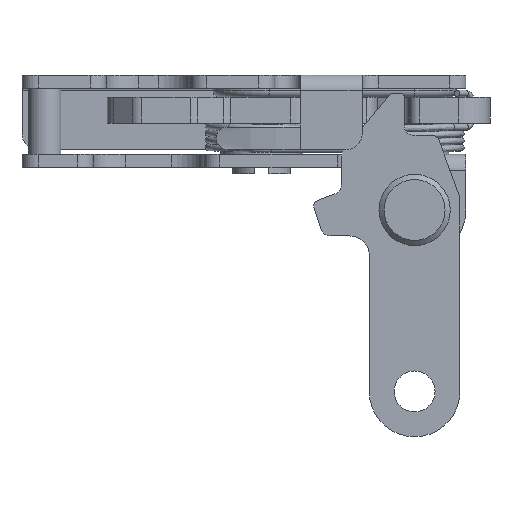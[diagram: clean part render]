
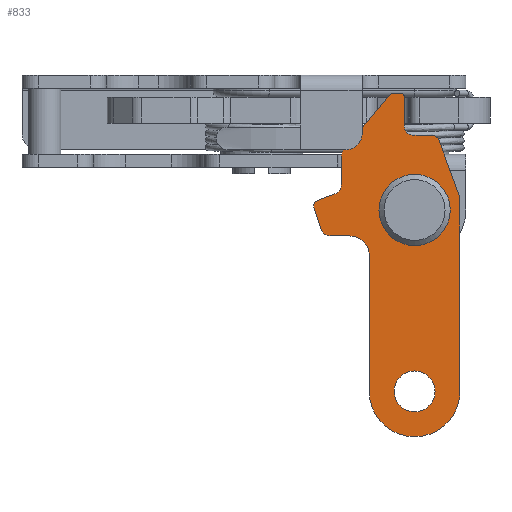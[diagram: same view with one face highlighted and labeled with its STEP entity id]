
A CAD part, front view. The second image highlights one B-rep face of the part: STEP entity #833.
In plain terms, the highlighted planar face has unit normal (0, -1, 0).
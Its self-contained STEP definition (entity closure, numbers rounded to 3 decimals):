
#833=ADVANCED_FACE('',(#1687,#1688,#1689),#1690,.T.);
#1687=FACE_OUTER_BOUND('',#3709,.T.);
#1688=FACE_BOUND('',#3710,.T.);
#1689=FACE_BOUND('',#3711,.T.);
#1690=PLANE('',#3712);
#3709=EDGE_LOOP('',(#5858,#5859,#5860,#5861,#5862,#5863,#5864,#5865,#5866,#5867,#5868,#5869,#5870,#5871,#5872,#5873,#5874,#5875,#5876,#5877,#5878,#5879));
#3710=EDGE_LOOP('',(#5880));
#3711=EDGE_LOOP('',(#5881));
#3712=AXIS2_PLACEMENT_3D('',#5882,#5883,#5884);
#5858=ORIENTED_EDGE('',*,*,#6859,.F.);
#5859=ORIENTED_EDGE('',*,*,#6930,.F.);
#5860=ORIENTED_EDGE('',*,*,#6926,.F.);
#5861=ORIENTED_EDGE('',*,*,#6922,.F.);
#5862=ORIENTED_EDGE('',*,*,#6918,.F.);
#5863=ORIENTED_EDGE('',*,*,#6914,.F.);
#5864=ORIENTED_EDGE('',*,*,#6910,.F.);
#5865=ORIENTED_EDGE('',*,*,#6906,.F.);
#5866=ORIENTED_EDGE('',*,*,#6902,.F.);
#5867=ORIENTED_EDGE('',*,*,#6898,.F.);
#5868=ORIENTED_EDGE('',*,*,#6894,.F.);
#5869=ORIENTED_EDGE('',*,*,#6890,.F.);
#5870=ORIENTED_EDGE('',*,*,#6886,.F.);
#5871=ORIENTED_EDGE('',*,*,#6882,.F.);
#5872=ORIENTED_EDGE('',*,*,#6878,.F.);
#5873=ORIENTED_EDGE('',*,*,#6874,.F.);
#5874=ORIENTED_EDGE('',*,*,#6870,.F.);
#5875=ORIENTED_EDGE('',*,*,#6866,.F.);
#5876=ORIENTED_EDGE('',*,*,#6862,.F.);
#5877=ORIENTED_EDGE('',*,*,#6850,.F.);
#5878=ORIENTED_EDGE('',*,*,#6846,.F.);
#5879=ORIENTED_EDGE('',*,*,#6855,.F.);
#5880=ORIENTED_EDGE('',*,*,#6932,.T.);
#5881=ORIENTED_EDGE('',*,*,#6935,.T.);
#5882=CARTESIAN_POINT('',(23.6,-40.,-48.8));
#5883=DIRECTION('',(0.,-1.0,0.));
#5884=DIRECTION('',(0.,0.,1.0));
#6846=EDGE_CURVE('',#8077,#8079,#8080,.T.);
#6850=EDGE_CURVE('',#8079,#8085,#8086,.T.);
#6855=EDGE_CURVE('',#8091,#8077,#8093,.T.);
#6859=EDGE_CURVE('',#8097,#8091,#8099,.T.);
#6862=EDGE_CURVE('',#8085,#8103,#8104,.T.);
#6866=EDGE_CURVE('',#8103,#8109,#8110,.T.);
#6870=EDGE_CURVE('',#8109,#8115,#8116,.T.);
#6874=EDGE_CURVE('',#8115,#8121,#8122,.T.);
#6878=EDGE_CURVE('',#8121,#8127,#8128,.T.);
#6882=EDGE_CURVE('',#8127,#8133,#8134,.T.);
#6886=EDGE_CURVE('',#8133,#8139,#8140,.T.);
#6890=EDGE_CURVE('',#8139,#8145,#8146,.T.);
#6894=EDGE_CURVE('',#8145,#8151,#8152,.T.);
#6898=EDGE_CURVE('',#8151,#8157,#8158,.T.);
#6902=EDGE_CURVE('',#8157,#8163,#8164,.T.);
#6906=EDGE_CURVE('',#8163,#8169,#8170,.T.);
#6910=EDGE_CURVE('',#8169,#8175,#8176,.T.);
#6914=EDGE_CURVE('',#8175,#8181,#8182,.T.);
#6918=EDGE_CURVE('',#8181,#8187,#8188,.T.);
#6922=EDGE_CURVE('',#8187,#8193,#8194,.T.);
#6926=EDGE_CURVE('',#8193,#8199,#8200,.T.);
#6930=EDGE_CURVE('',#8199,#8097,#8204,.T.);
#6932=EDGE_CURVE('',#8206,#8206,#8207,.T.);
#6935=EDGE_CURVE('',#8211,#8211,#8212,.T.);
#8077=VERTEX_POINT('',#9912);
#8079=VERTEX_POINT('',#9915);
#8080=CIRCLE('',#9916,3.0);
#8085=VERTEX_POINT('',#9923);
#8086=LINE('',#9924,#9925);
#8091=VERTEX_POINT('',#9932);
#8093=LINE('',#9935,#9936);
#8097=VERTEX_POINT('',#9940);
#8099=CIRCLE('',#9943,7.0);
#8103=VERTEX_POINT('',#9947);
#8104=CIRCLE('',#9948,1.5);
#8109=VERTEX_POINT('',#9955);
#8110=LINE('',#9956,#9957);
#8115=VERTEX_POINT('',#9963);
#8116=CIRCLE('',#9964,1.0);
#8121=VERTEX_POINT('',#9971);
#8122=LINE('',#9972,#9973);
#8127=VERTEX_POINT('',#9979);
#8128=CIRCLE('',#9980,1.5);
#8133=VERTEX_POINT('',#9987);
#8134=LINE('',#9988,#9989);
#8139=VERTEX_POINT('',#9995);
#8140=CIRCLE('',#9996,1.5);
#8145=VERTEX_POINT('',#10003);
#8146=LINE('',#10004,#10005);
#8151=VERTEX_POINT('',#10011);
#8152=CIRCLE('',#10012,0.5);
#8157=VERTEX_POINT('',#10019);
#8158=LINE('',#10020,#10021);
#8163=VERTEX_POINT('',#10027);
#8164=CIRCLE('',#10028,0.5);
#8169=VERTEX_POINT('',#10035);
#8170=LINE('',#10036,#10037);
#8175=VERTEX_POINT('',#10043);
#8176=CIRCLE('',#10044,1.5);
#8181=VERTEX_POINT('',#10051);
#8182=LINE('',#10052,#10053);
#8187=VERTEX_POINT('',#10059);
#8188=CIRCLE('',#10060,1.0);
#8193=VERTEX_POINT('',#10067);
#8194=LINE('',#10068,#10069);
#8199=VERTEX_POINT('',#10075);
#8200=CIRCLE('',#10076,1.0);
#8204=LINE('',#10082,#10083);
#8206=VERTEX_POINT('',#10085);
#8207=CIRCLE('',#10086,3.15);
#8211=VERTEX_POINT('',#10090);
#8212=CIRCLE('',#10091,3.5);
#9912=CARTESIAN_POINT('',(16.6,-40.,-27.8));
#9915=CARTESIAN_POINT('',(13.6,-40.0,-24.8));
#9916=AXIS2_PLACEMENT_3D('',#11189,#11190,#11191);
#9923=CARTESIAN_POINT('',(10.6,-40.0,-24.8));
#9924=CARTESIAN_POINT('',(13.6,-40.0,-24.8));
#9925=VECTOR('',#11194,1.0);
#9932=CARTESIAN_POINT('',(16.6,-40.,-48.8));
#9935=CARTESIAN_POINT('',(16.6,-40.,-48.8));
#9936=VECTOR('',#11198,1.0);
#9940=CARTESIAN_POINT('',(30.6,-40.,-48.8));
#9943=AXIS2_PLACEMENT_3D('',#11203,#11204,#11205);
#9947=CARTESIAN_POINT('',(9.177,-40.0,-23.773));
#9948=AXIS2_PLACEMENT_3D('',#11209,#11210,#11211);
#9955=CARTESIAN_POINT('',(8.094,-40.0,-20.515));
#9956=CARTESIAN_POINT('',(9.177,-40.0,-23.773));
#9957=VECTOR('',#11214,1.0);
#9963=CARTESIAN_POINT('',(8.701,-40.0,-19.26));
#9964=AXIS2_PLACEMENT_3D('',#11219,#11220,#11221);
#9971=CARTESIAN_POINT('',(11.313,-40.0,-18.31));
#9972=CARTESIAN_POINT('',(8.701,-40.0,-19.26));
#9973=VECTOR('',#11224,1.0);
#9979=CARTESIAN_POINT('',(12.3,-40.0,-16.9));
#9980=AXIS2_PLACEMENT_3D('',#11229,#11230,#11231);
#9987=CARTESIAN_POINT('',(12.3,-40.0,-12.5));
#9988=CARTESIAN_POINT('',(12.3,-40.0,-16.9));
#9989=VECTOR('',#11234,1.0);
#9995=CARTESIAN_POINT('',(12.651,-40.0,-11.536));
#9996=AXIS2_PLACEMENT_3D('',#11239,#11240,#11241);
#10003=CARTESIAN_POINT('',(19.831,-40.,-2.979));
#10004=CARTESIAN_POINT('',(12.651,-40.0,-11.536));
#10005=VECTOR('',#11244,1.0);
#10011=CARTESIAN_POINT('',(20.214,-40.,-2.8));
#10012=AXIS2_PLACEMENT_3D('',#11249,#11250,#11251);
#10019=CARTESIAN_POINT('',(21.5,-40.,-2.8));
#10020=CARTESIAN_POINT('',(20.214,-40.,-2.8));
#10021=VECTOR('',#11254,1.0);
#10027=CARTESIAN_POINT('',(22.,-40.,-3.3));
#10028=AXIS2_PLACEMENT_3D('',#11259,#11260,#11261);
#10035=CARTESIAN_POINT('',(22.,-40.,-7.8));
#10036=CARTESIAN_POINT('',(22.,-40.,-3.3));
#10037=VECTOR('',#11264,1.0);
#10043=CARTESIAN_POINT('',(23.5,-40.,-9.3));
#10044=AXIS2_PLACEMENT_3D('',#11269,#11270,#11271);
#10051=CARTESIAN_POINT('',(26.4,-40.,-9.3));
#10052=CARTESIAN_POINT('',(23.5,-40.,-9.3));
#10053=VECTOR('',#11274,1.0);
#10059=CARTESIAN_POINT('',(27.34,-40.,-9.958));
#10060=AXIS2_PLACEMENT_3D('',#11279,#11280,#11281);
#10067=CARTESIAN_POINT('',(30.54,-40.,-18.75));
#10068=CARTESIAN_POINT('',(27.34,-40.,-9.958));
#10069=VECTOR('',#11284,1.0);
#10075=CARTESIAN_POINT('',(30.6,-40.,-19.092));
#10076=AXIS2_PLACEMENT_3D('',#11289,#11290,#11291);
#10082=CARTESIAN_POINT('',(30.6,-40.,-19.092));
#10083=VECTOR('',#11294,1.0);
#10085=CARTESIAN_POINT('',(23.6,-40.,-45.65));
#10086=AXIS2_PLACEMENT_3D('',#11295,#11296,#11297);
#10090=CARTESIAN_POINT('',(23.6,-40.,-17.3));
#10091=AXIS2_PLACEMENT_3D('',#11301,#11302,#11303);
#11189=CARTESIAN_POINT('',(13.6,-40.0,-27.8));
#11190=DIRECTION('',(0.,-1.0,0.));
#11191=DIRECTION('',(0.,0.,1.0));
#11194=DIRECTION('',(-1.0,0.,0.));
#11198=DIRECTION('',(0.,0.,1.0));
#11203=CARTESIAN_POINT('',(23.6,-40.,-48.8));
#11204=DIRECTION('',(0.,1.0,0.));
#11205=DIRECTION('',(0.,0.,1.0));
#11209=CARTESIAN_POINT('',(10.6,-40.0,-23.3));
#11210=DIRECTION('',(0.,1.0,0.));
#11211=DIRECTION('',(0.,0.,1.0));
#11214=DIRECTION('',(-0.315,0.,0.949));
#11219=CARTESIAN_POINT('',(9.043,-40.0,-20.2));
#11220=DIRECTION('',(0.,1.0,0.));
#11221=DIRECTION('',(0.,0.,1.0));
#11224=DIRECTION('',(0.94,0.,0.342));
#11229=CARTESIAN_POINT('',(10.8,-40.0,-16.9));
#11230=DIRECTION('',(0.,-1.0,0.));
#11231=DIRECTION('',(0.,0.,1.0));
#11234=DIRECTION('',(0.,0.,1.0));
#11239=CARTESIAN_POINT('',(13.8,-40.,-12.5));
#11240=DIRECTION('',(0.,1.0,0.));
#11241=DIRECTION('',(0.,0.,1.0));
#11244=DIRECTION('',(0.643,0.,0.766));
#11249=CARTESIAN_POINT('',(20.214,-40.,-3.3));
#11250=DIRECTION('',(0.,1.0,0.));
#11251=DIRECTION('',(0.,0.,1.0));
#11254=DIRECTION('',(1.0,0.,0.));
#11259=CARTESIAN_POINT('',(21.5,-40.,-3.3));
#11260=DIRECTION('',(0.,1.0,0.));
#11261=DIRECTION('',(0.,0.,1.0));
#11264=DIRECTION('',(0.,0.,-1.0));
#11269=CARTESIAN_POINT('',(23.5,-40.,-7.8));
#11270=DIRECTION('',(0.,-1.0,0.));
#11271=DIRECTION('',(0.,0.,1.0));
#11274=DIRECTION('',(1.0,0.,0.));
#11279=CARTESIAN_POINT('',(26.4,-40.,-10.3));
#11280=DIRECTION('',(0.,1.0,0.));
#11281=DIRECTION('',(0.,0.,1.0));
#11284=DIRECTION('',(0.342,0.,-0.94));
#11289=CARTESIAN_POINT('',(29.6,-40.,-19.092));
#11290=DIRECTION('',(0.,1.0,0.));
#11291=DIRECTION('',(0.,0.,1.0));
#11294=DIRECTION('',(0.,0.,-1.0));
#11295=CARTESIAN_POINT('',(23.6,-40.,-48.8));
#11296=DIRECTION('',(0.,1.0,0.));
#11297=DIRECTION('',(0.,0.,1.0));
#11301=CARTESIAN_POINT('',(23.6,-40.,-20.8));
#11302=DIRECTION('',(0.,1.0,0.));
#11303=DIRECTION('',(0.,0.,1.0));
